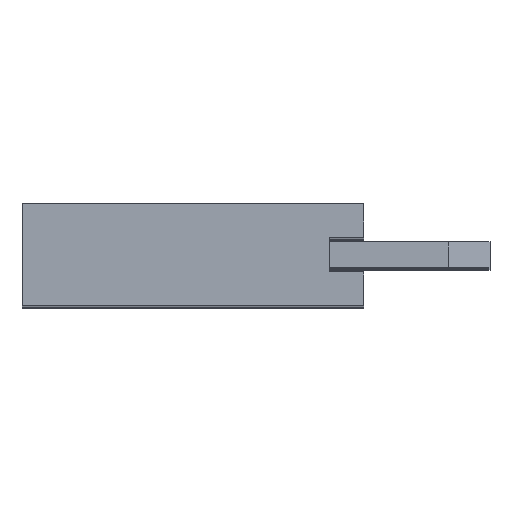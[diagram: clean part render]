
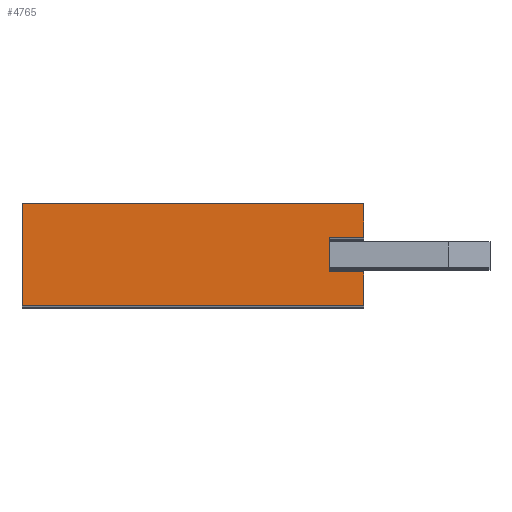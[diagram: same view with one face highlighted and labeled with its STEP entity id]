
A CAD part, top view. The second image highlights one B-rep face of the part: STEP entity #4765.
In plain terms, the highlighted free-form (B-spline) face has degree [1, 1] with [2, 2] control points.
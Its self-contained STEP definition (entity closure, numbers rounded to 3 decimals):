
#58 = VERTEX_POINT('',#59);
#59 = CARTESIAN_POINT('',(7.473,0.,33.495));
#66 = EDGE_CURVE('',#67,#58,#69,.T.);
#67 = VERTEX_POINT('',#68);
#68 = CARTESIAN_POINT('',(7.473,-0.738,33.495
    ));
#69 = B_SPLINE_CURVE_WITH_KNOTS('',1,(#70,#71),.UNSPECIFIED.,.F.,.F.,(2,
    2),(0.,0.84),.PIECEWISE_BEZIER_KNOTS.);
#70 = CARTESIAN_POINT('',(7.473,-0.738,33.495
    ));
#71 = CARTESIAN_POINT('',(7.473,0.,33.495));
#103 = VERTEX_POINT('',#104);
#104 = CARTESIAN_POINT('',(7.473,-2.233,
    33.495));
#109 = EDGE_CURVE('',#110,#103,#112,.T.);
#110 = VERTEX_POINT('',#111);
#111 = CARTESIAN_POINT('',(0.,-2.233,33.495));
#112 = B_SPLINE_CURVE_WITH_KNOTS('',1,(#113,#114),.UNSPECIFIED.,.F.,.F.,
  (2,2),(0.,8.5),.PIECEWISE_BEZIER_KNOTS.);
#113 = CARTESIAN_POINT('',(0.,-2.233,33.495));
#114 = CARTESIAN_POINT('',(7.473,-2.233,
    33.495));
#137 = VERTEX_POINT('',#138);
#138 = CARTESIAN_POINT('',(7.473,-1.495,
    33.495));
#143 = EDGE_CURVE('',#103,#137,#144,.T.);
#144 = B_SPLINE_CURVE_WITH_KNOTS('',1,(#145,#146),.UNSPECIFIED.,.F.,.F.,
  (2,2),(0.,0.84),.PIECEWISE_BEZIER_KNOTS.);
#145 = CARTESIAN_POINT('',(7.473,-2.233,
    33.495));
#146 = CARTESIAN_POINT('',(7.473,-1.495,
    33.495));
#165 = VERTEX_POINT('',#166);
#166 = CARTESIAN_POINT('',(0.,0.,33.495));
#171 = EDGE_CURVE('',#58,#165,#172,.T.);
#172 = B_SPLINE_CURVE_WITH_KNOTS('',1,(#173,#174),.UNSPECIFIED.,.F.,.F.,
  (2,2),(0.,8.5),.PIECEWISE_BEZIER_KNOTS.);
#173 = CARTESIAN_POINT('',(7.473,0.,33.495));
#174 = CARTESIAN_POINT('',(0.,0.,33.495));
#221 = EDGE_CURVE('',#165,#110,#222,.T.);
#222 = B_SPLINE_CURVE_WITH_KNOTS('',1,(#223,#224),.UNSPECIFIED.,.F.,.F.,
  (2,2),(0.,2.54),.PIECEWISE_BEZIER_KNOTS.);
#223 = CARTESIAN_POINT('',(0.,0.,33.495));
#224 = CARTESIAN_POINT('',(0.,-2.233,33.495));
#538 = VERTEX_POINT('',#539);
#539 = CARTESIAN_POINT('',(6.717,-0.738,
    33.495));
#546 = EDGE_CURVE('',#538,#67,#547,.T.);
#547 = B_SPLINE_CURVE_WITH_KNOTS('',1,(#548,#549),.UNSPECIFIED.,.F.,.F.,
  (2,2),(0.,0.86),.PIECEWISE_BEZIER_KNOTS.);
#548 = CARTESIAN_POINT('',(6.717,-0.738,
    33.495));
#549 = CARTESIAN_POINT('',(7.473,-0.738,
    33.495));
#590 = VERTEX_POINT('',#591);
#591 = CARTESIAN_POINT('',(6.717,-1.495,
    33.495));
#598 = EDGE_CURVE('',#590,#538,#599,.T.);
#599 = B_SPLINE_CURVE_WITH_KNOTS('',1,(#600,#601),.UNSPECIFIED.,.F.,.F.,
  (2,2),(0.,0.86),.PIECEWISE_BEZIER_KNOTS.);
#600 = CARTESIAN_POINT('',(6.717,-1.495,
    33.495));
#601 = CARTESIAN_POINT('',(6.717,-0.738,
    33.495));
#884 = EDGE_CURVE('',#137,#590,#885,.T.);
#885 = B_SPLINE_CURVE_WITH_KNOTS('',1,(#886,#887),.UNSPECIFIED.,.F.,.F.,
  (2,2),(0.,0.86),.PIECEWISE_BEZIER_KNOTS.);
#886 = CARTESIAN_POINT('',(7.473,-1.495,
    33.495));
#887 = CARTESIAN_POINT('',(6.717,-1.495,
    33.495));
#4765 = ADVANCED_FACE('',(#4766),#4776,.T.);
#4766 = FACE_BOUND('',#4767,.T.);
#4767 = EDGE_LOOP('',(#4768,#4769,#4770,#4771,#4772,#4773,#4774,#4775));
#4768 = ORIENTED_EDGE('',*,*,#546,.T.);
#4769 = ORIENTED_EDGE('',*,*,#66,.T.);
#4770 = ORIENTED_EDGE('',*,*,#171,.T.);
#4771 = ORIENTED_EDGE('',*,*,#221,.T.);
#4772 = ORIENTED_EDGE('',*,*,#109,.T.);
#4773 = ORIENTED_EDGE('',*,*,#143,.T.);
#4774 = ORIENTED_EDGE('',*,*,#884,.T.);
#4775 = ORIENTED_EDGE('',*,*,#598,.T.);
#4776 = B_SPLINE_SURFACE_WITH_KNOTS('',1,1,(
    (#4777,#4778)
    ,(#4779,#4780
    )),.UNSPECIFIED.,.F.,.F.,.F.,(2,2),(2,2),(0.,2.54),(-8.5,0.),
  .PIECEWISE_BEZIER_KNOTS.);
#4777 = CARTESIAN_POINT('',(7.473,-2.233,
    33.495));
#4778 = CARTESIAN_POINT('',(0.,-2.233,33.495));
#4779 = CARTESIAN_POINT('',(7.473,0.,33.495));
#4780 = CARTESIAN_POINT('',(0.,0.,33.495));
